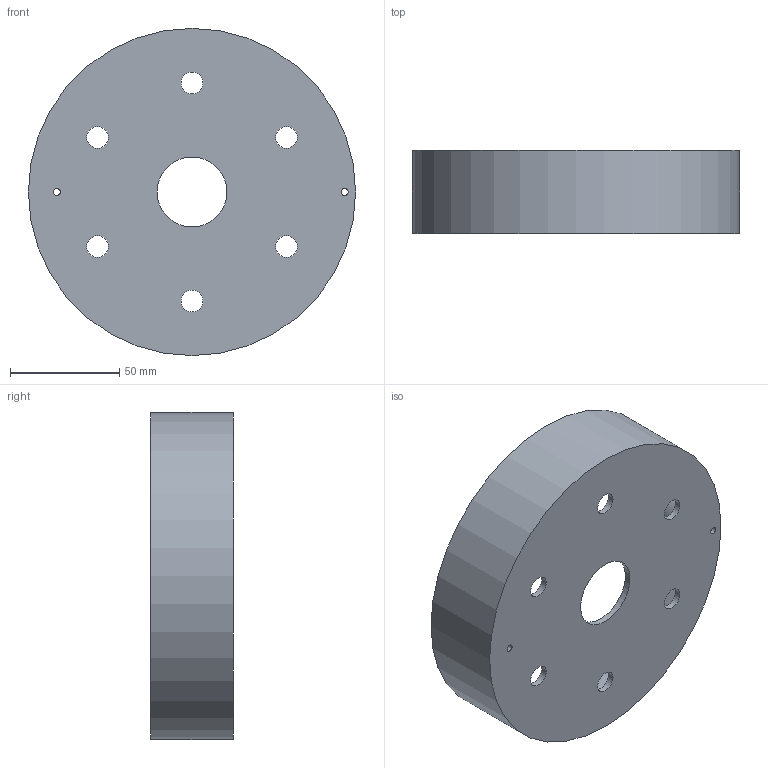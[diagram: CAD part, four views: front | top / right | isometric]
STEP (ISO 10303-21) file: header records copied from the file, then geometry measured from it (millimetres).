
FILE_DESCRIPTION(/* description */ (''),/* implementation_level */ '2;1');
FILE_NAME(/* name */ 'Electronics_Hub.stp',/* time_stamp */ '2024-09-25T14:53:53+02:00',/* author */ ('Rayde Kruger'),/* organization */ (''),/* preprocessor_version */ 'ST-DEVELOPER v20',/* originating_system */ 'Autodesk Inventor 2025',/* authorisation */ '');
FILE_SCHEMA (('AUTOMOTIVE_DESIGN { 1 0 10303 214 3 1 1 }'));
Length unit declared in the file: millimetre
Products named in the file (1): Hub_Level_2
Bounding box: 150 x 38 x 150 mm (x, y, z)
Volume: 117325.4 mm3; surface area: 70387.8 mm2
Topology: 1 solids, 1 shells, 28 faces, 61 edges, 40 vertices
Faces by surface type: cylinder 18, plane 7, torus 3
Full cylindrical faces by diameter (mm): 3 x2, 3.2 x2, 9 x2, 10 x6, 32 x1, 150 x1
Entity records: 907 total; most frequent: CARTESIAN_POINT 178, DIRECTION 154, ORIENTED_EDGE 122, AXIS2_PLACEMENT_3D 68, EDGE_CURVE 61, EDGE_LOOP 51, VERTEX_POINT 40, CIRCLE 39
